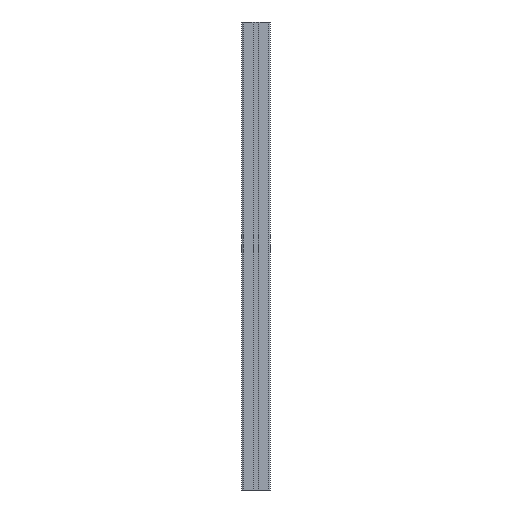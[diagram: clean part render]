
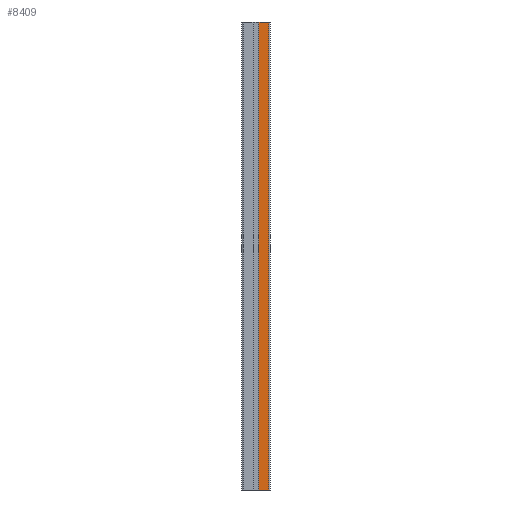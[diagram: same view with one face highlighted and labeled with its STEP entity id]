
A CAD part, front view. The second image highlights one B-rep face of the part: STEP entity #8409.
In plain terms, the highlighted planar face has unit normal (0, -1, 0).
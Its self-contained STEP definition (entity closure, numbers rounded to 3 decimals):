
#818 = DIRECTION ( 'NONE',  ( 0., 1., 0. ) ) ;
#967 = CARTESIAN_POINT ( 'NONE',  ( 27.5, -30., 1000. ) ) ;
#1002 = DIRECTION ( 'NONE',  ( 0., 0., -1. ) ) ;
#1158 = ORIENTED_EDGE ( 'NONE', *, *, #8386, .T. ) ;
#1446 = VECTOR ( 'NONE', #2003, 1000. ) ;
#1874 = VERTEX_POINT ( 'NONE', #1949 ) ;
#1949 = CARTESIAN_POINT ( 'NONE',  ( 27.5, -30., 1000. ) ) ;
#2003 = DIRECTION ( 'NONE',  ( 1., 0., 0. ) ) ;
#2188 = ORIENTED_EDGE ( 'NONE', *, *, #8510, .T. ) ;
#3937 = LINE ( 'NONE', #967, #7374 ) ;
#3978 = PLANE ( 'NONE',  #4450 ) ;
#3981 = EDGE_CURVE ( 'NONE', #1874, #6057, #3937, .T. ) ;
#4020 = CARTESIAN_POINT ( 'NONE',  ( 0., -30., 1000. ) ) ;
#4450 = AXIS2_PLACEMENT_3D ( 'NONE', #4020, #818, #6996 ) ;
#4787 = CARTESIAN_POINT ( 'NONE',  ( 27.5, -30., 0. ) ) ;
#5103 = CARTESIAN_POINT ( 'NONE',  ( 6.4, -30., 1000. ) ) ;
#5108 = VERTEX_POINT ( 'NONE', #5103 ) ;
#5726 = VERTEX_POINT ( 'NONE', #9461 ) ;
#5809 = LINE ( 'NONE', #7882, #1446 ) ;
#5998 = EDGE_LOOP ( 'NONE', ( #2188, #7405, #8270, #1158 ) ) ;
#6028 = VECTOR ( 'NONE', #1002, 1000. ) ;
#6057 = VERTEX_POINT ( 'NONE', #4787 ) ;
#6202 = LINE ( 'NONE', #7783, #6028 ) ;
#6309 = DIRECTION ( 'NONE',  ( 0., 0., -1. ) ) ;
#6361 = LINE ( 'NONE', #7052, #8311 ) ;
#6522 = EDGE_CURVE ( 'NONE', #5108, #1874, #6361, .T. ) ;
#6996 = DIRECTION ( 'NONE',  ( -1., 0., 0. ) ) ;
#7052 = CARTESIAN_POINT ( 'NONE',  ( 0., -30., 1000. ) ) ;
#7374 = VECTOR ( 'NONE', #6309, 1000. ) ;
#7405 = ORIENTED_EDGE ( 'NONE', *, *, #3981, .F. ) ;
#7783 = CARTESIAN_POINT ( 'NONE',  ( 6.4, -30., 1000. ) ) ;
#7882 = CARTESIAN_POINT ( 'NONE',  ( 0., -30., 0. ) ) ;
#8270 = ORIENTED_EDGE ( 'NONE', *, *, #6522, .F. ) ;
#8311 = VECTOR ( 'NONE', #9326, 1000. ) ;
#8386 = EDGE_CURVE ( 'NONE', #5108, #5726, #6202, .T. ) ;
#8409 = ADVANCED_FACE ( 'NONE', ( #9171 ), #3978, .F. ) ;
#8510 = EDGE_CURVE ( 'NONE', #5726, #6057, #5809, .T. ) ;
#9171 = FACE_OUTER_BOUND ( 'NONE', #5998, .T. ) ;
#9326 = DIRECTION ( 'NONE',  ( 1., 0., 0. ) ) ;
#9461 = CARTESIAN_POINT ( 'NONE',  ( 6.4, -30., 0. ) ) ;
